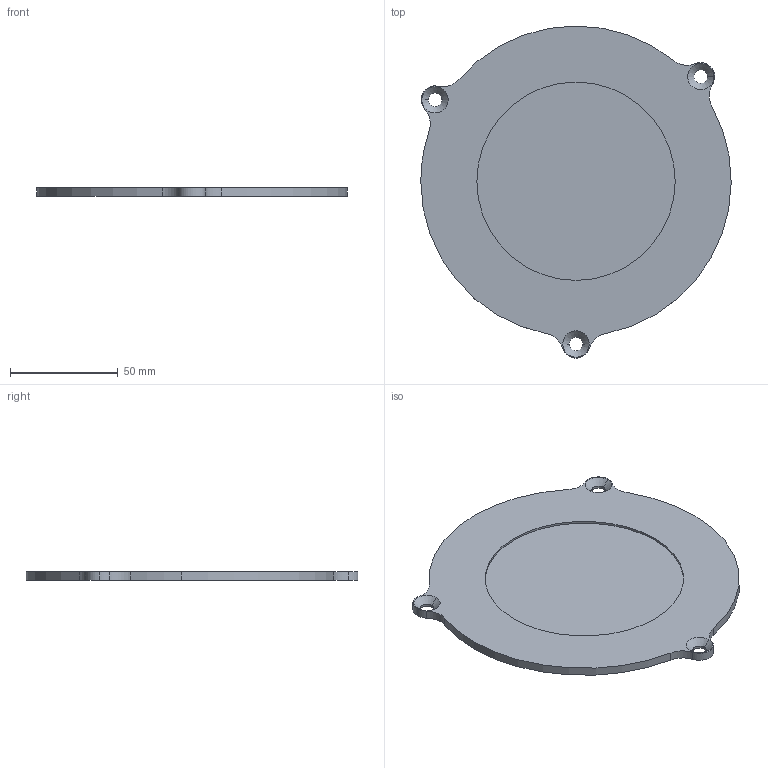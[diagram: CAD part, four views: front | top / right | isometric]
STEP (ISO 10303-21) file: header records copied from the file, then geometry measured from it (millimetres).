
FILE_DESCRIPTION (( 'STEP AP203' ), '1' );
FILE_NAME ('Carter RDX.STEP', '2021-04-11T19:16:05', ( '' ), ( '' ), 'SwSTEP 2.0', 'SolidWorks 2019', '' );
FILE_SCHEMA (( 'CONFIG_CONTROL_DESIGN' ));
Length unit declared in the file: millimetre
Products named in the file (1): Carter RDX
Bounding box: 144 x 153.98 x 4 mm (x, y, z)
Volume: 59379.4 mm3; surface area: 35569.7 mm2
Topology: 1 solids, 1 shells, 32 faces, 81 edges, 52 vertices
Faces by surface type: cylinder 23, cone 6, plane 3
Entity records: 1078 total; most frequent: DIRECTION 199, CARTESIAN_POINT 166, ORIENTED_EDGE 162, AXIS2_PLACEMENT_3D 85, EDGE_CURVE 81, CIRCLE 52, VERTEX_POINT 52, EDGE_LOOP 39
